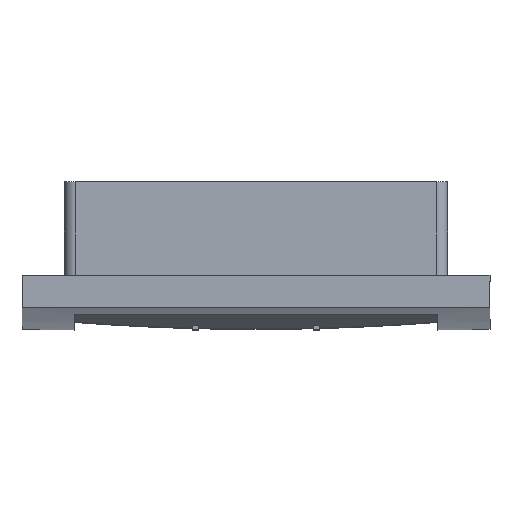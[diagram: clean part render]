
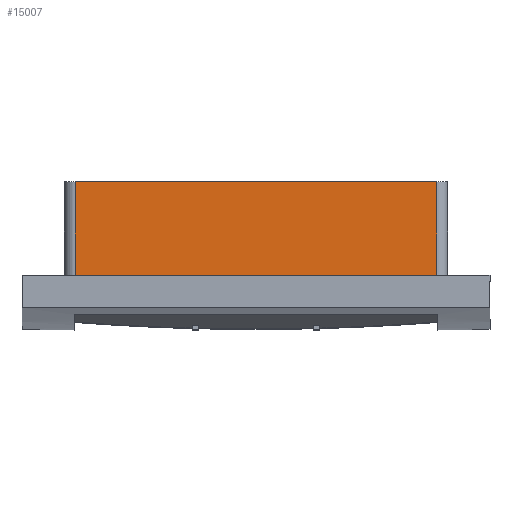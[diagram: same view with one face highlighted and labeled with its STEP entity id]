
A CAD part, top view. The second image highlights one B-rep face of the part: STEP entity #15007.
In plain terms, the highlighted planar face has unit normal (0, 0, 1).
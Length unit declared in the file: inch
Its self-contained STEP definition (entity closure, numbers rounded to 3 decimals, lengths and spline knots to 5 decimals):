
#330 = CARTESIAN_POINT ( 'NONE',  ( -3.26772, 0., 3.46457 ) ) ;
#545 = EDGE_CURVE ( 'NONE', #10874, #10344, #15271, .T. ) ;
#1804 = VERTEX_POINT ( 'NONE', #12694 ) ;
#1968 = CARTESIAN_POINT ( 'NONE',  ( 3.26772, 0., 3.46457 ) ) ;
#2864 = VECTOR ( 'NONE', #8934, 39.37008 ) ;
#3196 = DIRECTION ( 'NONE',  ( 0., -1., 0. ) ) ;
#4177 = EDGE_LOOP ( 'NONE', ( #14244, #9718, #8586, #5563 ) ) ;
#4697 = VECTOR ( 'NONE', #9730, 39.37008 ) ;
#5099 = EDGE_CURVE ( 'NONE', #1804, #10874, #15532, .T. ) ;
#5563 = ORIENTED_EDGE ( 'NONE', *, *, #6039, .T. ) ;
#6039 = EDGE_CURVE ( 'NONE', #1804, #11918, #11672, .T. ) ;
#6237 = DIRECTION ( 'NONE',  ( 0., 0., 1. ) ) ;
#7712 = DIRECTION ( 'NONE',  ( 1., 0., 0. ) ) ;
#8586 = ORIENTED_EDGE ( 'NONE', *, *, #5099, .F. ) ;
#8811 = PLANE ( 'NONE',  #9210 ) ;
#8934 = DIRECTION ( 'NONE',  ( 0., -1., 0. ) ) ;
#8989 = CARTESIAN_POINT ( 'NONE',  ( 3.26772, 0., 3.46457 ) ) ;
#9210 = AXIS2_PLACEMENT_3D ( 'NONE', #8989, #6237, #7712 ) ;
#9718 = ORIENTED_EDGE ( 'NONE', *, *, #545, .F. ) ;
#9730 = DIRECTION ( 'NONE',  ( 1., 0., 0. ) ) ;
#10344 = VERTEX_POINT ( 'NONE', #12600 ) ;
#10690 = VECTOR ( 'NONE', #3196, 39.37008 ) ;
#10874 = VERTEX_POINT ( 'NONE', #16416 ) ;
#10906 = DIRECTION ( 'NONE',  ( 1., 0., 0. ) ) ;
#11602 = LINE ( 'NONE', #13778, #4697 ) ;
#11672 = LINE ( 'NONE', #12801, #2864 ) ;
#11792 = VECTOR ( 'NONE', #10906, 39.37008 ) ;
#11918 = VERTEX_POINT ( 'NONE', #330 ) ;
#12600 = CARTESIAN_POINT ( 'NONE',  ( 3.26772, 0., 3.46457 ) ) ;
#12694 = CARTESIAN_POINT ( 'NONE',  ( -3.26772, 1.69291, 3.46457 ) ) ;
#12801 = CARTESIAN_POINT ( 'NONE',  ( -3.26772, 0., 3.46457 ) ) ;
#13224 = EDGE_CURVE ( 'NONE', #11918, #10344, #11602, .T. ) ;
#13778 = CARTESIAN_POINT ( 'NONE',  ( 3.26772, 0., 3.46457 ) ) ;
#14244 = ORIENTED_EDGE ( 'NONE', *, *, #13224, .T. ) ;
#15007 = ADVANCED_FACE ( 'NONE', ( #16574 ), #8811, .T. ) ;
#15271 = LINE ( 'NONE', #1968, #10690 ) ;
#15532 = LINE ( 'NONE', #16370, #11792 ) ;
#16370 = CARTESIAN_POINT ( 'NONE',  ( 0., 1.69291, 3.46457 ) ) ;
#16416 = CARTESIAN_POINT ( 'NONE',  ( 3.26772, 1.69291, 3.46457 ) ) ;
#16574 = FACE_OUTER_BOUND ( 'NONE', #4177, .T. ) ;
